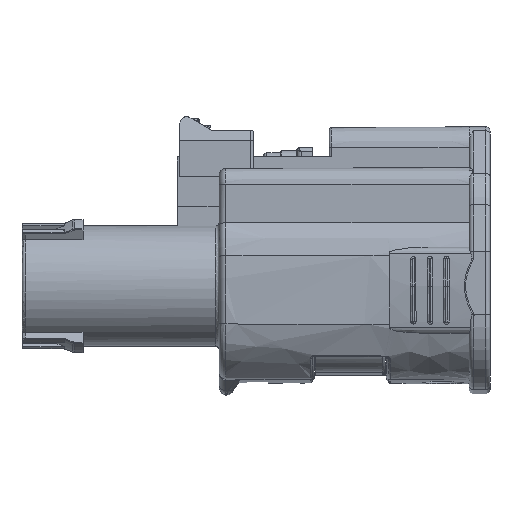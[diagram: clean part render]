
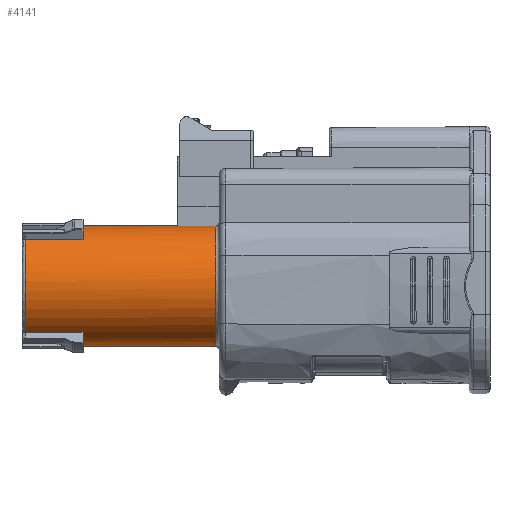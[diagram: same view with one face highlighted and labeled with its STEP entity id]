
A CAD part, left-side view. The second image highlights one B-rep face of the part: STEP entity #4141.
In plain terms, the highlighted cylindrical face has radius 7.2 mm (diameter 14.4 mm), a full revolution.
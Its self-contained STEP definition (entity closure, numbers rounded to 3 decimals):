
#640=B_SPLINE_CURVE_WITH_KNOTS('',3,(#49341,#49342,#49343,#49344),
 .UNSPECIFIED.,.F.,.F.,(4,4),(0.,1.),.UNSPECIFIED.);
#641=B_SPLINE_CURVE_WITH_KNOTS('',3,(#49348,#49349,#49350,#49351),
 .UNSPECIFIED.,.F.,.F.,(4,4),(0.,1.),.UNSPECIFIED.);
#1818=CYLINDRICAL_SURFACE('',#37293,7.2);
#4141=ADVANCED_FACE('',(#7429,#7430),#1818,.T.);
#7429=FACE_BOUND('',#7648,.T.);
#7430=FACE_BOUND('',#7649,.T.);
#7648=EDGE_LOOP('',(#10956,#10957,#10958,#10959,#10960,#10961,#10962,#10963));
#7649=EDGE_LOOP('',(#10964,#10965,#10966,#10967,#10968,#10969,#10970,#10971,
#10972,#10973));
#9873=CIRCLE('',#37285,7.2);
#9874=CIRCLE('',#37286,7.2);
#9875=CIRCLE('',#37287,7.2);
#9876=CIRCLE('',#37288,7.2);
#9877=CIRCLE('',#37289,7.2);
#9878=CIRCLE('',#37290,7.2);
#9879=CIRCLE('',#37291,7.2);
#9880=CIRCLE('',#37292,7.2);
#10956=ORIENTED_EDGE('',*,*,#25226,.T.);
#10957=ORIENTED_EDGE('',*,*,#25227,.T.);
#10958=ORIENTED_EDGE('',*,*,#25228,.T.);
#10959=ORIENTED_EDGE('',*,*,#25229,.F.);
#10960=ORIENTED_EDGE('',*,*,#25230,.T.);
#10961=ORIENTED_EDGE('',*,*,#25231,.T.);
#10962=ORIENTED_EDGE('',*,*,#25232,.T.);
#10963=ORIENTED_EDGE('',*,*,#25233,.F.);
#10964=ORIENTED_EDGE('',*,*,#25234,.T.);
#10965=ORIENTED_EDGE('',*,*,#25235,.F.);
#10966=ORIENTED_EDGE('',*,*,#25236,.F.);
#10967=ORIENTED_EDGE('',*,*,#25237,.F.);
#10968=ORIENTED_EDGE('',*,*,#25238,.T.);
#10969=ORIENTED_EDGE('',*,*,#25239,.F.);
#10970=ORIENTED_EDGE('',*,*,#25240,.T.);
#10971=ORIENTED_EDGE('',*,*,#25241,.F.);
#10972=ORIENTED_EDGE('',*,*,#25242,.T.);
#10973=ORIENTED_EDGE('',*,*,#25243,.F.);
#21738=VERTEX_POINT('',#49313);
#21739=VERTEX_POINT('',#49314);
#21740=VERTEX_POINT('',#49316);
#21741=VERTEX_POINT('',#49318);
#21742=VERTEX_POINT('',#49320);
#21743=VERTEX_POINT('',#49322);
#21744=VERTEX_POINT('',#49324);
#21745=VERTEX_POINT('',#49326);
#21746=VERTEX_POINT('',#49329);
#21747=VERTEX_POINT('',#49330);
#21748=VERTEX_POINT('',#49332);
#21749=VERTEX_POINT('',#49334);
#21750=VERTEX_POINT('',#49336);
#21751=VERTEX_POINT('',#49338);
#21752=VERTEX_POINT('',#49340);
#21753=VERTEX_POINT('',#49345);
#21754=VERTEX_POINT('',#49347);
#21755=VERTEX_POINT('',#49352);
#25226=EDGE_CURVE('',#21738,#21739,#30549,.T.);
#25227=EDGE_CURVE('',#21739,#21740,#9873,.T.);
#25228=EDGE_CURVE('',#21740,#21741,#30550,.T.);
#25229=EDGE_CURVE('',#21742,#21741,#9874,.T.);
#25230=EDGE_CURVE('',#21742,#21743,#30551,.T.);
#25231=EDGE_CURVE('',#21743,#21744,#9875,.T.);
#25232=EDGE_CURVE('',#21744,#21745,#30552,.T.);
#25233=EDGE_CURVE('',#21738,#21745,#9876,.T.);
#25234=EDGE_CURVE('',#21746,#21747,#9877,.T.);
#25235=EDGE_CURVE('',#21748,#21747,#30553,.T.);
#25236=EDGE_CURVE('',#21749,#21748,#9878,.T.);
#25237=EDGE_CURVE('',#21750,#21749,#30554,.T.);
#25238=EDGE_CURVE('',#21750,#21751,#9879,.T.);
#25239=EDGE_CURVE('',#21752,#21751,#30555,.T.);
#25240=EDGE_CURVE('',#21752,#21753,#640,.T.);
#25241=EDGE_CURVE('',#21754,#21753,#9880,.T.);
#25242=EDGE_CURVE('',#21754,#21755,#641,.T.);
#25243=EDGE_CURVE('',#21746,#21755,#30556,.T.);
#30549=LINE('',#49312,#33886);
#30550=LINE('',#49317,#33887);
#30551=LINE('',#49321,#33888);
#30552=LINE('',#49325,#33889);
#30553=LINE('',#49331,#33890);
#30554=LINE('',#49335,#33891);
#30555=LINE('',#49339,#33892);
#30556=LINE('',#49353,#33893);
#33886=VECTOR('',#40164,1.);
#33887=VECTOR('',#40167,1.);
#33888=VECTOR('',#40170,1.);
#33889=VECTOR('',#40173,1.);
#33890=VECTOR('',#40178,1.);
#33891=VECTOR('',#40181,1.);
#33892=VECTOR('',#40184,1.);
#33893=VECTOR('',#40187,1.);
#37285=AXIS2_PLACEMENT_3D('',#49315,#40165,#40166);
#37286=AXIS2_PLACEMENT_3D('',#49319,#40168,#40169);
#37287=AXIS2_PLACEMENT_3D('',#49323,#40171,#40172);
#37288=AXIS2_PLACEMENT_3D('',#49327,#40174,#40175);
#37289=AXIS2_PLACEMENT_3D('',#49328,#40176,#40177);
#37290=AXIS2_PLACEMENT_3D('',#49333,#40179,#40180);
#37291=AXIS2_PLACEMENT_3D('',#49337,#40182,#40183);
#37292=AXIS2_PLACEMENT_3D('',#49346,#40185,#40186);
#37293=AXIS2_PLACEMENT_3D('',#49354,#40188,#40189);
#40164=DIRECTION('',(0.,-1.,0.));
#40165=DIRECTION('',(0.,-1.,0.));
#40166=DIRECTION('',(-0.5,0.,0.866));
#40167=DIRECTION('',(0.,1.,0.));
#40168=DIRECTION('',(0.,1.,0.));
#40169=DIRECTION('',(1.,0.,0.));
#40170=DIRECTION('',(0.,-1.,0.));
#40171=DIRECTION('',(0.,-1.,0.));
#40172=DIRECTION('',(0.5,0.,0.866));
#40173=DIRECTION('',(0.,1.,0.));
#40174=DIRECTION('',(0.,1.,0.));
#40175=DIRECTION('',(1.,0.,0.));
#40176=DIRECTION('',(0.,1.,0.));
#40177=DIRECTION('',(0.,0.,1.));
#40178=DIRECTION('',(0.,-1.,0.));
#40179=DIRECTION('',(0.,-1.,0.));
#40180=DIRECTION('',(0.,0.,1.));
#40181=DIRECTION('',(0.,1.,0.));
#40182=DIRECTION('',(0.,1.,0.));
#40183=DIRECTION('',(0.,0.,1.));
#40184=DIRECTION('',(0.,-1.,0.));
#40185=DIRECTION('',(0.,-1.,0.));
#40186=DIRECTION('',(1.,0.,0.));
#40187=DIRECTION('',(0.,1.,0.));
#40188=DIRECTION('',(0.,1.,0.));
#40189=DIRECTION('',(0.007,0.,-1.));
#49312=CARTESIAN_POINT('',(-11.31,57.5,6.748));
#49313=CARTESIAN_POINT('',(-11.31,57.5,6.748));
#49314=CARTESIAN_POINT('',(-11.31,50.6,6.748));
#49315=CARTESIAN_POINT('',(-8.8,50.6,0.));
#49316=CARTESIAN_POINT('',(-13.389,50.6,5.548));
#49317=CARTESIAN_POINT('',(-13.389,50.6,5.548));
#49318=CARTESIAN_POINT('',(-13.389,57.5,5.548));
#49319=CARTESIAN_POINT('',(-8.8,57.5,0.));
#49320=CARTESIAN_POINT('',(-13.389,57.5,-5.548));
#49321=CARTESIAN_POINT('',(-13.389,57.5,-5.548));
#49322=CARTESIAN_POINT('',(-13.389,50.6,-5.548));
#49323=CARTESIAN_POINT('',(-8.8,50.6,0.));
#49324=CARTESIAN_POINT('',(-11.31,50.6,-6.748));
#49325=CARTESIAN_POINT('',(-11.31,50.6,-6.748));
#49326=CARTESIAN_POINT('',(-11.31,57.5,-6.748));
#49327=CARTESIAN_POINT('',(-8.8,57.5,0.));
#49328=CARTESIAN_POINT('',(-8.8,34.7,0.));
#49329=CARTESIAN_POINT('',(-1.641,34.7,-0.768));
#49330=CARTESIAN_POINT('',(-4.9,34.7,6.052));
#49331=CARTESIAN_POINT('',(-4.9,39.3,6.052));
#49332=CARTESIAN_POINT('',(-4.9,39.3,6.052));
#49333=CARTESIAN_POINT('',(-8.8,39.3,0.));
#49334=CARTESIAN_POINT('',(-3.5,39.3,4.873));
#49335=CARTESIAN_POINT('',(-3.5,34.7,4.873));
#49336=CARTESIAN_POINT('',(-3.5,34.7,4.873));
#49337=CARTESIAN_POINT('',(-8.8,34.7,0.));
#49338=CARTESIAN_POINT('',(-1.641,34.7,0.768));
#49339=CARTESIAN_POINT('',(-1.641,60.1,0.768));
#49340=CARTESIAN_POINT('',(-1.641,47.2,0.768));
#49341=CARTESIAN_POINT('',(-1.641,47.2,0.768));
#49342=CARTESIAN_POINT('',(-1.641,47.615,0.766));
#49343=CARTESIAN_POINT('',(-1.606,48.,0.488));
#49344=CARTESIAN_POINT('',(-1.601,48.,0.095));
#49345=CARTESIAN_POINT('',(-1.601,48.,0.095));
#49346=CARTESIAN_POINT('',(-8.8,48.,0.));
#49347=CARTESIAN_POINT('',(-1.601,48.,-0.095));
#49348=CARTESIAN_POINT('',(-1.601,48.,-0.095));
#49349=CARTESIAN_POINT('',(-1.606,48.,-0.488));
#49350=CARTESIAN_POINT('',(-1.641,47.615,-0.766));
#49351=CARTESIAN_POINT('',(-1.641,47.2,-0.768));
#49352=CARTESIAN_POINT('',(-1.641,47.2,-0.768));
#49353=CARTESIAN_POINT('',(-1.641,60.1,-0.768));
#49354=CARTESIAN_POINT('',(-8.8,32.356,0.));
